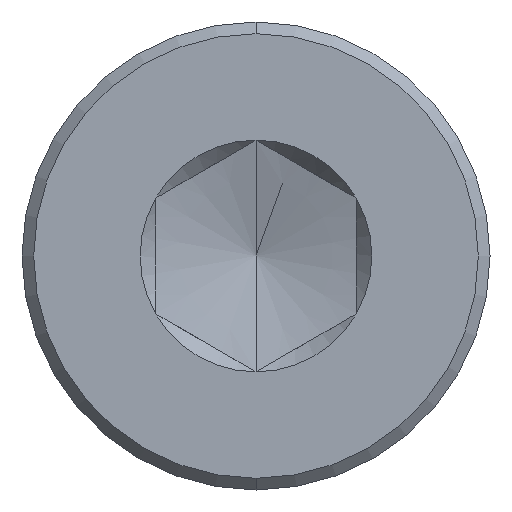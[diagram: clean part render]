
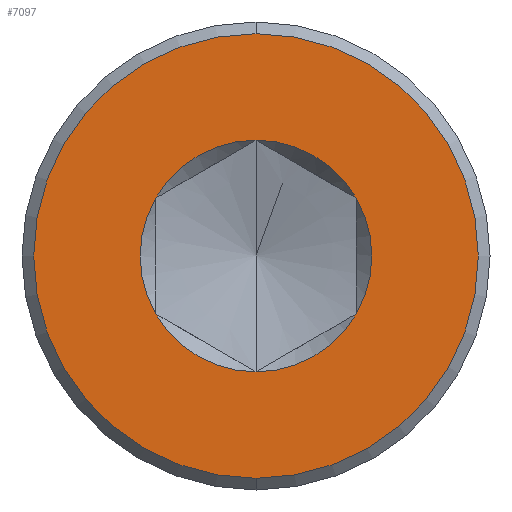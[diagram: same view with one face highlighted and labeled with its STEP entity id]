
A CAD part, left-side view. The second image highlights one B-rep face of the part: STEP entity #7097.
In plain terms, the highlighted planar face has unit normal (-1, 0, 0).
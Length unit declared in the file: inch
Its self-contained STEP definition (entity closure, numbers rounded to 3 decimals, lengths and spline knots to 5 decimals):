
#3338=CARTESIAN_POINT('',(-0.125,0.,0.));
#3339=DIRECTION('',(1.,0.,0.));
#3340=DIRECTION('',(0.,1.,0.));
#3341=AXIS2_PLACEMENT_3D('',#3338,#3339,#3340);
#3346=CARTESIAN_POINT('',(-0.125,0.,0.));
#3347=DIRECTION('',(1.,0.,0.));
#3348=DIRECTION('',(0.,-1.,0.));
#3349=AXIS2_PLACEMENT_3D('',#3346,#3347,#3348);
#3354=CARTESIAN_POINT('',(-0.125,0.,0.));
#3355=DIRECTION('',(1.,0.,0.));
#3356=DIRECTION('',(0.,1.,0.));
#3357=AXIS2_PLACEMENT_3D('',#3354,#3355,#3356);
#3362=CARTESIAN_POINT('',(-0.125,0.,0.));
#3363=DIRECTION('',(1.,0.,0.));
#3364=DIRECTION('',(0.,0.5,-0.866));
#3365=AXIS2_PLACEMENT_3D('',#3362,#3363,#3364);
#3370=CARTESIAN_POINT('',(-0.125,0.,0.));
#3371=DIRECTION('',(1.,0.,0.));
#3372=DIRECTION('',(0.,-0.5,-0.866));
#3373=AXIS2_PLACEMENT_3D('',#3370,#3371,#3372);
#3378=CARTESIAN_POINT('',(-0.125,0.,0.));
#3379=DIRECTION('',(1.,0.,0.));
#3380=DIRECTION('',(0.,-1.,0.));
#3381=AXIS2_PLACEMENT_3D('',#3378,#3379,#3380);
#3386=CARTESIAN_POINT('',(-0.125,0.,0.));
#3387=DIRECTION('',(1.,0.,0.));
#3388=DIRECTION('',(0.,-0.5,0.866));
#3389=AXIS2_PLACEMENT_3D('',#3386,#3387,#3388);
#3394=CARTESIAN_POINT('',(-0.125,0.,0.));
#3395=DIRECTION('',(1.,0.,0.));
#3396=DIRECTION('',(0.,0.5,0.866));
#3397=AXIS2_PLACEMENT_3D('',#3394,#3395,#3396);
#4189=CARTESIAN_POINT('',(-0.125,0.10391,0.));
#4190=VERTEX_POINT('',#4189);
#4191=CARTESIAN_POINT('',(-0.125,-0.10391,0.));
#4192=VERTEX_POINT('',#4191);
#4215=CARTESIAN_POINT('',(-0.125,0.05413,0.));
#4216=CARTESIAN_POINT('',(-0.125,0.02706,0.04688));
#4217=VERTEX_POINT('',#4215);
#4218=VERTEX_POINT('',#4216);
#4219=CARTESIAN_POINT('',(-0.125,-0.02706,0.04688));
#4220=VERTEX_POINT('',#4219);
#4221=CARTESIAN_POINT('',(-0.125,-0.05413,0.));
#4222=VERTEX_POINT('',#4221);
#4223=CARTESIAN_POINT('',(-0.125,-0.02706,-0.04688));
#4224=VERTEX_POINT('',#4223);
#4225=CARTESIAN_POINT('',(-0.125,0.02706,-0.04688));
#4226=VERTEX_POINT('',#4225);
#7074=CARTESIAN_POINT('',(-0.125,0.,0.));
#7075=DIRECTION('',(1.,0.,0.));
#7076=DIRECTION('',(0.,0.,-1.));
#7077=AXIS2_PLACEMENT_3D('',#7074,#7075,#7076);
#7078=PLANE('',#7077);
#7079=ORIENTED_EDGE('',*,*,#7039,.T.);
#7080=ORIENTED_EDGE('',*,*,#7067,.T.);
#7081=EDGE_LOOP('',(#7079,#7080));
#7082=FACE_OUTER_BOUND('',#7081,.F.);
#7084=ORIENTED_EDGE('',*,*,#7083,.F.);
#7086=ORIENTED_EDGE('',*,*,#7085,.F.);
#7088=ORIENTED_EDGE('',*,*,#7087,.F.);
#7090=ORIENTED_EDGE('',*,*,#7089,.F.);
#7092=ORIENTED_EDGE('',*,*,#7091,.F.);
#7094=ORIENTED_EDGE('',*,*,#7093,.F.);
#7095=EDGE_LOOP('',(#7084,#7086,#7088,#7090,#7092,#7094));
#7096=FACE_BOUND('',#7095,.F.);
#3342=CIRCLE('',#3341,0.10391);
#3350=CIRCLE('',#3349,0.10391);
#3358=CIRCLE('',#3357,0.05413);
#3366=CIRCLE('',#3365,0.05413);
#3374=CIRCLE('',#3373,0.05413);
#3382=CIRCLE('',#3381,0.05413);
#3390=CIRCLE('',#3389,0.05413);
#3398=CIRCLE('',#3397,0.05413);
#7039=EDGE_CURVE('',#4190,#4192,#3342,.T.);
#7067=EDGE_CURVE('',#4192,#4190,#3350,.T.);
#7083=EDGE_CURVE('',#4217,#4218,#3358,.T.);
#7085=EDGE_CURVE('',#4226,#4217,#3366,.T.);
#7087=EDGE_CURVE('',#4224,#4226,#3374,.T.);
#7089=EDGE_CURVE('',#4222,#4224,#3382,.T.);
#7091=EDGE_CURVE('',#4220,#4222,#3390,.T.);
#7093=EDGE_CURVE('',#4218,#4220,#3398,.T.);
#7097=ADVANCED_FACE('',(#7082,#7096),#7078,.F.);
